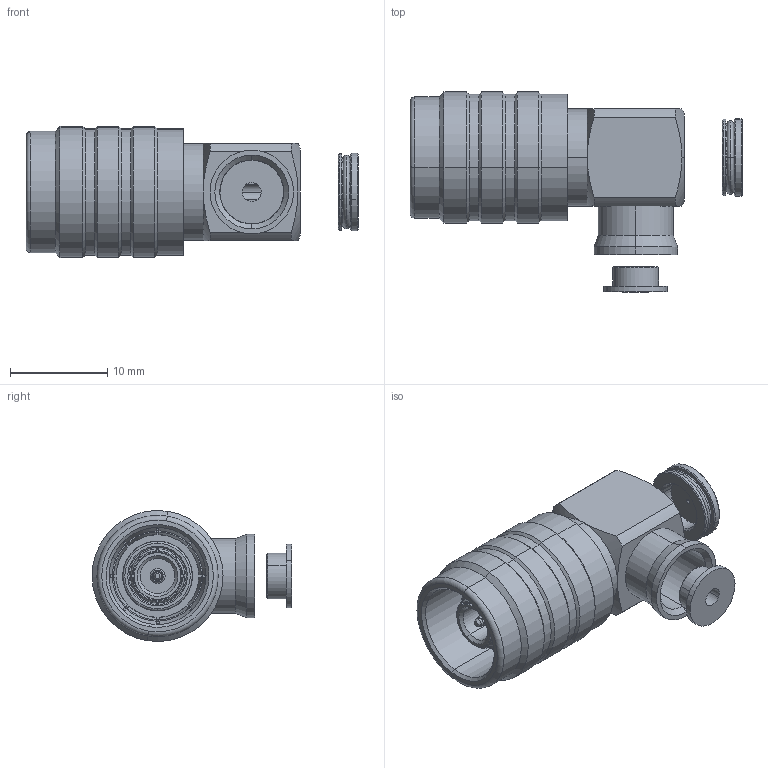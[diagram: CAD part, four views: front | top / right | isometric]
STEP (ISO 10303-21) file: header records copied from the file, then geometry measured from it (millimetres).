
FILE_DESCRIPTION (( 'STEP AP203' ), '1' );
FILE_NAME ('DG99-1.STEP', '2022-03-14T05:11:44', ( '' ), ( '' ), 'SwSTEP 2.0', 'SolidWorks 2010', '' );
FILE_SCHEMA (( 'CONFIG_CONTROL_DESIGN' ));
Length unit declared in the file: millimetre
Products named in the file (11): DG99-1; DG99-1俋褲_Default; DG99-1脣渀_Default; DG25-2爾諉裔_Default; DG99-1橈埽赽_Default; DG25-2綴橈埽赽_Default; A306-1 O型圈5.2x1_Default; DG05-1前外壳_Default; B105-21 O型圈; DG13-1粟俶嘀杶_Default; DG13-1前外壳_Default
Assembly tree (10 placements, depth 2):
  DG99-1
    DG05-1前外壳_Default
    DG25-2綴橈埽赽_Default
    DG25-2爾諉裔_Default
    DG13-1前外壳_Default
    DG13-1粟俶嘀杶_Default
    DG99-1橈埽赽_Default
    A306-1 O型圈5.2x1_Default
    B105-21 O型圈
    DG99-1俋褲_Default
    DG99-1脣渀_Default
Bounding box: 34.2 x 20.6 x 13.5 mm (x, y, z)
Volume: 2312.8 mm3; surface area: 5022.8 mm2
Topology: 10 solids, 10 shells, 483 faces, 1207 edges, 758 vertices
Faces by surface type: cylinder 165, plane 158, cone 104, torus 54, sphere 2
Entity records: 16442 total; most frequent: CARTESIAN_POINT 3523, DIRECTION 2613, ORIENTED_EDGE 2402, EDGE_CURVE 1201, AXIS2_PLACEMENT_3D 1050, VERTEX_POINT 758, CIRCLE 554, EDGE_LOOP 523
